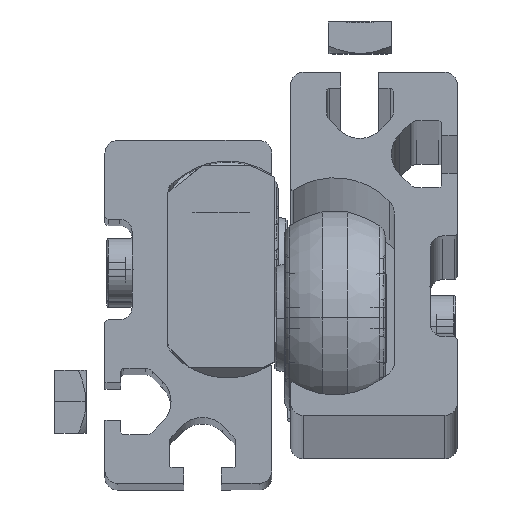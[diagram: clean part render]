
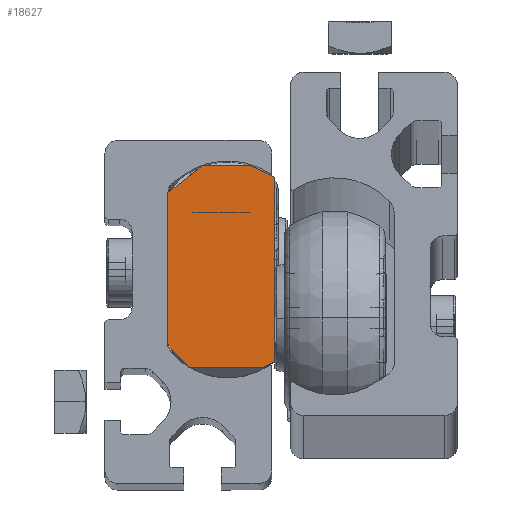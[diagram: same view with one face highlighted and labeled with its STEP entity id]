
A CAD part, top view. The second image highlights one B-rep face of the part: STEP entity #18627.
In plain terms, the highlighted face is planar.
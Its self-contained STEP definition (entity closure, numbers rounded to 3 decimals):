
#715 = VERTEX_POINT ( 'NONE', #7143 ) ;
#1005 = EDGE_CURVE ( 'NONE', #715, #2392, #22913, .T. ) ;
#2392 = VERTEX_POINT ( 'NONE', #11079 ) ;
#2447 = VERTEX_POINT ( 'NONE', #6516 ) ;
#2485 = ORIENTED_EDGE ( 'NONE', *, *, #6258, .F. ) ;
#3017 = CARTESIAN_POINT ( 'NONE',  ( 19., 16.5, -4.6 ) ) ;
#3547 = VECTOR ( 'NONE', #9133, 1000. ) ;
#4160 = ORIENTED_EDGE ( 'NONE', *, *, #17815, .F. ) ;
#4404 = VERTEX_POINT ( 'NONE', #23382 ) ;
#5469 = EDGE_CURVE ( 'NONE', #2447, #13823, #18385, .T. ) ;
#5494 = VECTOR ( 'NONE', #18211, 1000. ) ;
#5570 = FACE_OUTER_BOUND ( 'NONE', #22491, .T. ) ;
#5802 = VECTOR ( 'NONE', #16257, 1000. ) ;
#6001 = CARTESIAN_POINT ( 'NONE',  ( 19., -12.2, 8.5 ) ) ;
#6258 = EDGE_CURVE ( 'NONE', #15478, #4404, #9114, .T. ) ;
#6516 = CARTESIAN_POINT ( 'NONE',  ( 19., -12.2, 8.5 ) ) ;
#7143 = CARTESIAN_POINT ( 'NONE',  ( 19., -15.5, 5.2 ) ) ;
#7739 = CARTESIAN_POINT ( 'NONE',  ( 19., 16.5, 3. ) ) ;
#7837 = DIRECTION ( 'NONE',  ( -1., 0., 0. ) ) ;
#8381 = DIRECTION ( 'NONE',  ( 0., -0.423, 0.906 ) ) ;
#8571 = EDGE_CURVE ( 'NONE', #2447, #715, #22366, .T. ) ;
#8847 = LINE ( 'NONE', #23312, #5802 ) ;
#9114 = LINE ( 'NONE', #10920, #5494 ) ;
#9133 = DIRECTION ( 'NONE',  ( 0., -0.423, -0.906 ) ) ;
#9681 = VECTOR ( 'NONE', #20163, 1000. ) ;
#9885 = EDGE_CURVE ( 'NONE', #14291, #15818, #19423, .T. ) ;
#9895 = DIRECTION ( 'NONE',  ( 0., 0., -1. ) ) ;
#10081 = ORIENTED_EDGE ( 'NONE', *, *, #21216, .F. ) ;
#10300 = CARTESIAN_POINT ( 'NONE',  ( 19., -14.661, -8.5 ) ) ;
#10920 = CARTESIAN_POINT ( 'NONE',  ( 19., 14.681, -8.5 ) ) ;
#11079 = CARTESIAN_POINT ( 'NONE',  ( 19., -15.5, -6.7 ) ) ;
#12571 = ORIENTED_EDGE ( 'NONE', *, *, #9885, .T. ) ;
#12649 = CARTESIAN_POINT ( 'NONE',  ( 19., 12.203, 8.5 ) ) ;
#12734 = CARTESIAN_POINT ( 'NONE',  ( 19., 16.5, -4.6 ) ) ;
#12890 = CARTESIAN_POINT ( 'NONE',  ( 19., -12.2, 8.5 ) ) ;
#13165 = ORIENTED_EDGE ( 'NONE', *, *, #5469, .F. ) ;
#13823 = VERTEX_POINT ( 'NONE', #12649 ) ;
#14020 = VECTOR ( 'NONE', #17520, 1000. ) ;
#14235 = LINE ( 'NONE', #10300, #14413 ) ;
#14291 = VERTEX_POINT ( 'NONE', #22481 ) ;
#14413 = VECTOR ( 'NONE', #8381, 1000. ) ;
#14880 = VECTOR ( 'NONE', #9895, 1000. ) ;
#15153 = DIRECTION ( 'NONE',  ( 0., 0., 1. ) ) ;
#15478 = VERTEX_POINT ( 'NONE', #20563 ) ;
#15818 = VERTEX_POINT ( 'NONE', #7739 ) ;
#16257 = DIRECTION ( 'NONE',  ( 0., 0.616, -0.788 ) ) ;
#16406 = ORIENTED_EDGE ( 'NONE', *, *, #8571, .T. ) ;
#16824 = EDGE_CURVE ( 'NONE', #13823, #15818, #8847, .T. ) ;
#16945 = CARTESIAN_POINT ( 'NONE',  ( 19., 1.5, 22.2 ) ) ;
#17520 = DIRECTION ( 'NONE',  ( 0., 0., 1. ) ) ;
#17815 = EDGE_CURVE ( 'NONE', #14291, #15478, #23609, .T. ) ;
#18211 = DIRECTION ( 'NONE',  ( 0., -1., 0. ) ) ;
#18385 = LINE ( 'NONE', #12890, #9681 ) ;
#18627 = ADVANCED_FACE ( 'NONE', ( #5570 ), #21939, .F. ) ;
#19423 = LINE ( 'NONE', #3017, #14020 ) ;
#20163 = DIRECTION ( 'NONE',  ( 0., 1., 0. ) ) ;
#20563 = CARTESIAN_POINT ( 'NONE',  ( 19., 14.681, -8.5 ) ) ;
#20584 = DIRECTION ( 'NONE',  ( 0., -0.707, -0.707 ) ) ;
#20780 = AXIS2_PLACEMENT_3D ( 'NONE', #16945, #7837, #15153 ) ;
#20834 = ORIENTED_EDGE ( 'NONE', *, *, #16824, .F. ) ;
#20998 = CARTESIAN_POINT ( 'NONE',  ( 19., -15.5, 5.2 ) ) ;
#21216 = EDGE_CURVE ( 'NONE', #4404, #2392, #14235, .T. ) ;
#21762 = VECTOR ( 'NONE', #20584, 1000. ) ;
#21939 = PLANE ( 'NONE',  #20780 ) ;
#22366 = LINE ( 'NONE', #6001, #21762 ) ;
#22453 = ORIENTED_EDGE ( 'NONE', *, *, #1005, .T. ) ;
#22481 = CARTESIAN_POINT ( 'NONE',  ( 19., 16.5, -4.6 ) ) ;
#22491 = EDGE_LOOP ( 'NONE', ( #20834, #13165, #16406, #22453, #10081, #2485, #4160, #12571 ) ) ;
#22913 = LINE ( 'NONE', #20998, #14880 ) ;
#23312 = CARTESIAN_POINT ( 'NONE',  ( 19., 12.203, 8.5 ) ) ;
#23382 = CARTESIAN_POINT ( 'NONE',  ( 19., -14.661, -8.5 ) ) ;
#23609 = LINE ( 'NONE', #12734, #3547 ) ;
